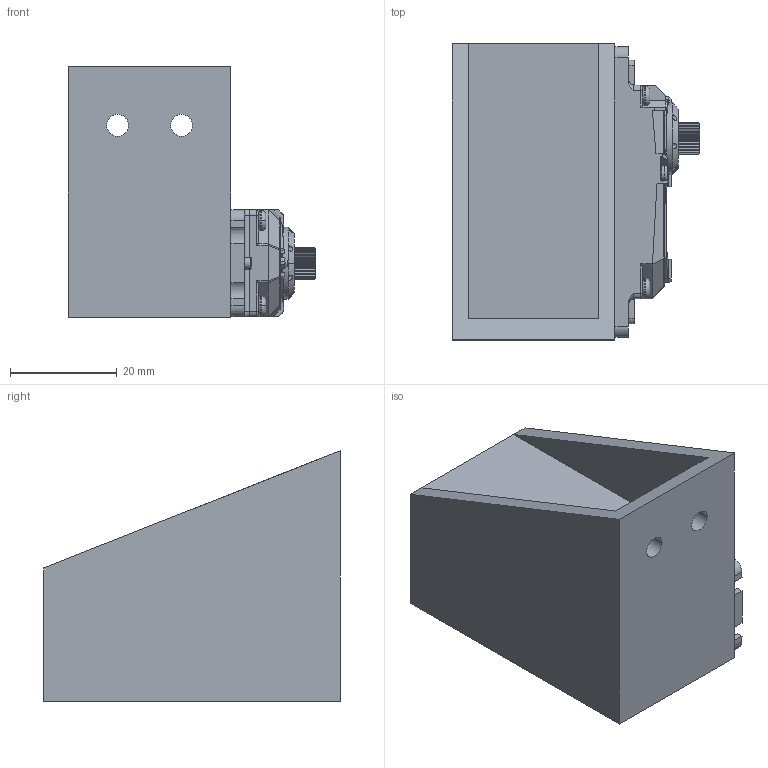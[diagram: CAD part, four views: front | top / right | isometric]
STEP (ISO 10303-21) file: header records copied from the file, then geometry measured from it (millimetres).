
FILE_DESCRIPTION((''),'2;1');
FILE_NAME('MOTOR_1_LEFT_MIRROR','2022-08-05T11:22:18',('andyc'),(''),'CREO PARAMETRIC BY PTC INC, 2021404','CREO PARAMETRIC BY PTC INC, 2021404','');
FILE_SCHEMA(('CONFIG_CONTROL_DESIGN'));
Length unit declared in the file: inch
Products named in the file (1): MOTOR_1_LEFT_MIRROR
Bounding box: 46.4 x 55.5 x 47 mm (x, y, z)
Volume: 35440.2 mm3; surface area: 26825.5 mm2
Topology: 1 solids, 1 shells, 1417 faces, 3810 edges, 2437 vertices
Faces by surface type: plane 577, cylinder 482, cone 258, torus 60, bspline 40
Entity records: 53986 total; most frequent: CARTESIAN_POINT 18222, ORIENTED_EDGE 7620, DIRECTION 7464, EDGE_CURVE 3810, AXIS2_PLACEMENT_3D 2701, VERTEX_POINT 2437, VECTOR 2062, LINE 2062
